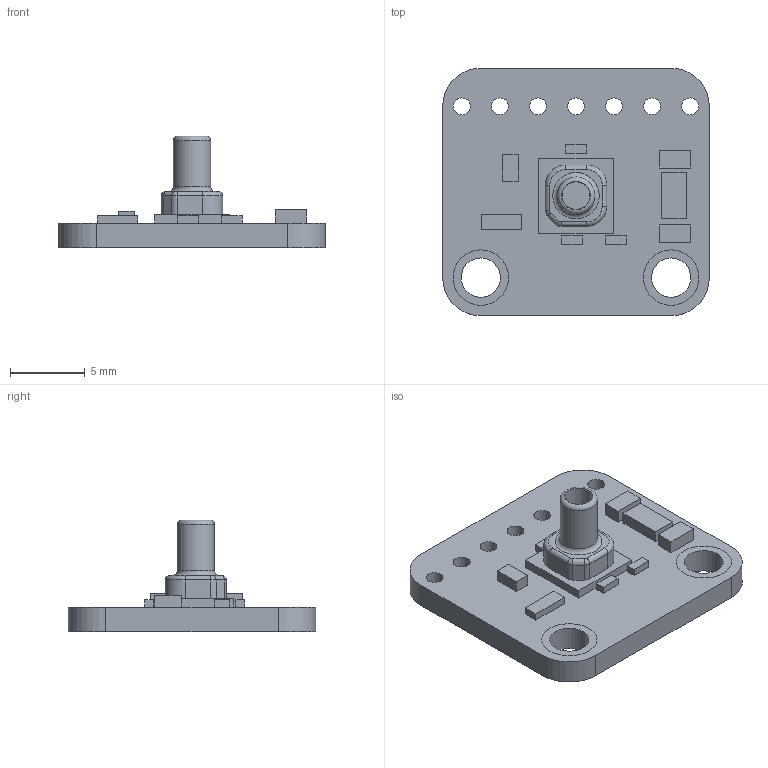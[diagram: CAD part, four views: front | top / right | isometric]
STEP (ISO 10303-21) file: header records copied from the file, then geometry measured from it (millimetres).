
FILE_DESCRIPTION(/* description */ (''),/* implementation_level */ '2;1');
FILE_NAME(/* name */ 'Adafruit MPRLS Ported Pressure Sensor Breakout.stp',/* time_stamp */ '2020-04-23T12:29:56-06:00',/* author */ ('rjpc1'),/* organization */ (''),/* preprocessor_version */ 'ST-DEVELOPER v17.2',/* originating_system */ 'Autodesk Inventor 2019',/* authorisation */ '');
FILE_SCHEMA (('AUTOMOTIVE_DESIGN { 1 0 10303 214 3 1 1 }'));
Length unit declared in the file: millimetre
Products named in the file (1): Adafruit MPRLS Ported Pressure Sensor Breakout
Bounding box: 17.78 x 16.51 x 7.47 mm (x, y, z)
Volume: 504.2 mm3; surface area: 864.8 mm2
Topology: 9 solids, 9 shells, 101 faces, 232 edges, 155 vertices
Faces by surface type: plane 69, cylinder 25, torus 5, bspline 2
Full cylindrical faces by diameter (mm): 1.125 x7, 1.85 x1, 2.5 x1, 2.625 x2
Entity records: 3059 total; most frequent: CARTESIAN_POINT 505, DIRECTION 504, ORIENTED_EDGE 464, EDGE_CURVE 232, AXIS2_PLACEMENT_3D 172, LINE 160, VECTOR 160, VERTEX_POINT 155
